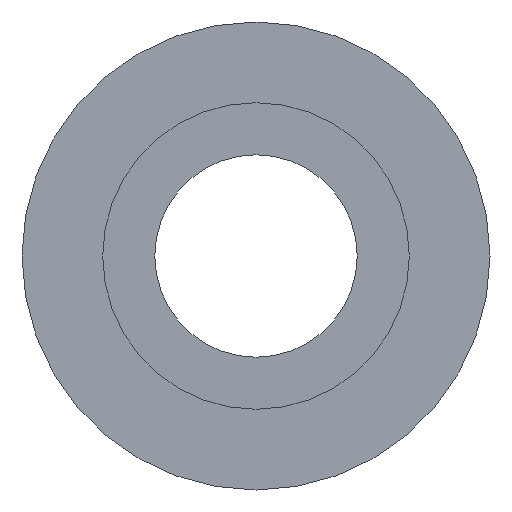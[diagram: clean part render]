
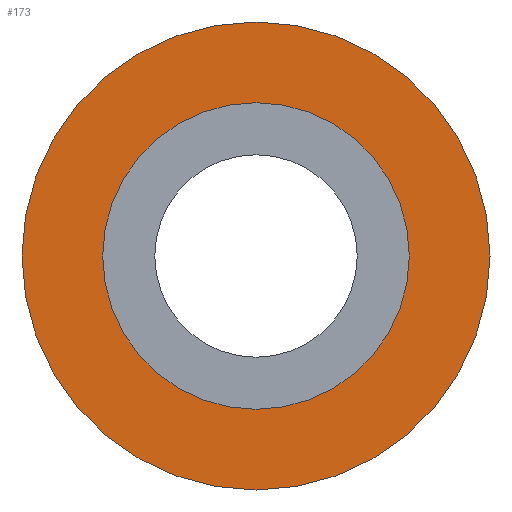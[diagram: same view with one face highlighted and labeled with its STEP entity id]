
A CAD part, front view. The second image highlights one B-rep face of the part: STEP entity #173.
In plain terms, the highlighted planar face has unit normal (0, -1, 0).
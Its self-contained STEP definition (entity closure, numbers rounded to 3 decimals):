
#18=FACE_BOUND('',#45,.T.);
#22=PLANE('',#220);
#32=FACE_OUTER_BOUND('',#44,.T.);
#44=EDGE_LOOP('',(#157,#158));
#45=EDGE_LOOP('',(#159,#160));
#58=CIRCLE('',#197,20.);
#59=CIRCLE('',#198,20.);
#72=CIRCLE('',#218,13.1);
#73=CIRCLE('',#219,13.1);
#76=VERTEX_POINT('',#288);
#77=VERTEX_POINT('',#290);
#90=VERTEX_POINT('',#327);
#91=VERTEX_POINT('',#329);
#95=EDGE_CURVE('',#76,#77,#58,.T.);
#96=EDGE_CURVE('',#77,#76,#59,.T.);
#113=EDGE_CURVE('',#91,#90,#72,.T.);
#114=EDGE_CURVE('',#90,#91,#73,.T.);
#157=ORIENTED_EDGE('',*,*,#96,.F.);
#158=ORIENTED_EDGE('',*,*,#95,.F.);
#159=ORIENTED_EDGE('',*,*,#113,.T.);
#160=ORIENTED_EDGE('',*,*,#114,.T.);
#173=ADVANCED_FACE('',(#32,#18),#22,.T.);
#197=AXIS2_PLACEMENT_3D('',#291,#230,#231);
#198=AXIS2_PLACEMENT_3D('',#292,#232,#233);
#218=AXIS2_PLACEMENT_3D('',#330,#276,#277);
#219=AXIS2_PLACEMENT_3D('',#331,#278,#279);
#220=AXIS2_PLACEMENT_3D('',#332,#280,#281);
#230=DIRECTION('center_axis',(0.,1.,0.));
#231=DIRECTION('ref_axis',(1.,0.,0.));
#232=DIRECTION('center_axis',(0.,1.,0.));
#233=DIRECTION('ref_axis',(1.,0.,0.));
#276=DIRECTION('center_axis',(0.,1.,0.));
#277=DIRECTION('ref_axis',(1.,0.,0.));
#278=DIRECTION('center_axis',(0.,1.,0.));
#279=DIRECTION('ref_axis',(1.,0.,0.));
#280=DIRECTION('center_axis',(0.,-1.,0.));
#281=DIRECTION('ref_axis',(0.,0.,-1.));
#288=CARTESIAN_POINT('',(20.,0.,0.));
#290=CARTESIAN_POINT('',(-20.,0.,0.));
#291=CARTESIAN_POINT('Origin',(0.,0.,0.));
#292=CARTESIAN_POINT('Origin',(0.,0.,0.));
#327=CARTESIAN_POINT('',(13.1,0.,0.));
#329=CARTESIAN_POINT('',(-13.1,0.,0.));
#330=CARTESIAN_POINT('Origin',(0.,0.,0.));
#331=CARTESIAN_POINT('Origin',(0.,0.,0.));
#332=CARTESIAN_POINT('Origin',(-20.,0.,0.));
